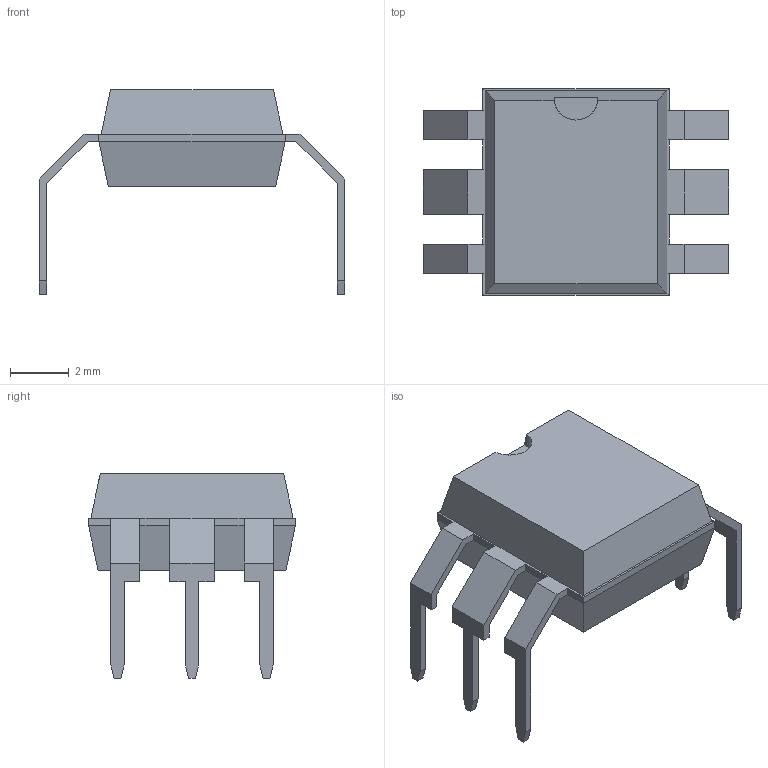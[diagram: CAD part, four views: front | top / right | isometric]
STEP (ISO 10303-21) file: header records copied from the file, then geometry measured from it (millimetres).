
FILE_DESCRIPTION(/* description */ ('model of DIP-6_W10.16mm'),/* implementation_level */ '2;1');
FILE_NAME(/* name */ 'DIP-6_W10.16mm.step',/* time_stamp */ '2017-03-08T19:07:16',/* author */ ('kicad StepUp','ksu'),/* organization */ ('FreeCAD'),/* preprocessor_version */ 'OCC',/* originating_system */ 'kicad StepUp',/* authorisation */ '');
FILE_SCHEMA(('AUTOMOTIVE_DESIGN_CC2 { 1 2 10303 214 -1 1 5 4 }'));
Length unit declared in the file: millimetre
Products named in the file (1): DIP-6_W10.16mm
Bounding box: 10.41 x 7.05 x 6.98 mm (x, y, z)
Volume: 139.7 mm3; surface area: 239.4 mm2
Topology: 1 solids, 1 shells, 114 faces, 302 edges, 190 vertices
Faces by surface type: plane 95, bspline 18, cylinder 1
Entity records: 2557 total; most frequent: CARTESIAN_POINT 570, ORIENTED_EDGE 490, EDGE_CURVE 302, LINE 236, VERTEX_POINT 190, ADVANCED_FACE 114, FACE_BOUND 114, EDGE_LOOP 114
